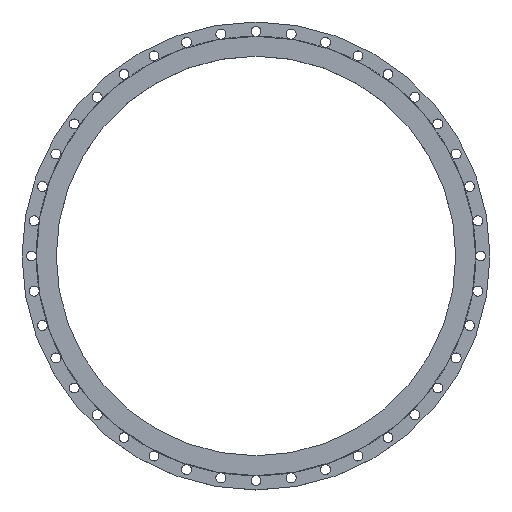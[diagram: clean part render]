
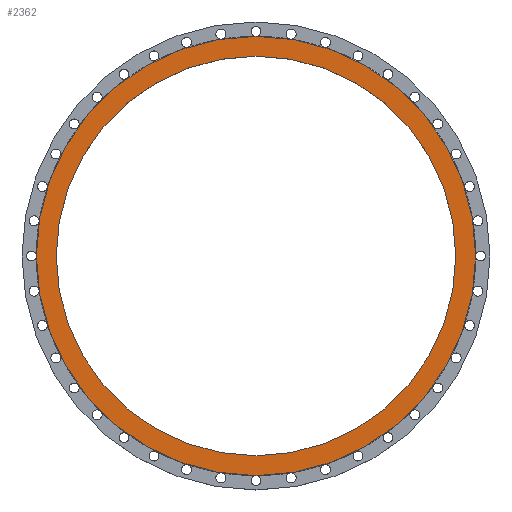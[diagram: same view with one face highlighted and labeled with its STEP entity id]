
A CAD part, top view. The second image highlights one B-rep face of the part: STEP entity #2362.
In plain terms, the highlighted planar face has unit normal (0, 0, 1).
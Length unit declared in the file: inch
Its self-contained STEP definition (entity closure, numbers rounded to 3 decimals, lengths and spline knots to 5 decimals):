
#26 = DIRECTION ( 'NONE',  ( -1., 0., 0. ) ) ;
#27 = CARTESIAN_POINT ( 'NONE',  ( 22.625, 0., 0. ) ) ;
#41 = CARTESIAN_POINT ( 'NONE',  ( -22.625, 0., 0. ) ) ;
#85 = EDGE_LOOP ( 'NONE', ( #725, #2109 ) ) ;
#95 = AXIS2_PLACEMENT_3D ( 'NONE', #3664, #516, #202 ) ;
#128 = CARTESIAN_POINT ( 'NONE',  ( 0., 0., 0. ) ) ;
#202 = DIRECTION ( 'NONE',  ( 1., 0., 0. ) ) ;
#263 = DIRECTION ( 'NONE',  ( 0., 0., 1. ) ) ;
#516 = DIRECTION ( 'NONE',  ( 0., 0., 1. ) ) ;
#527 = CARTESIAN_POINT ( 'NONE',  ( 24.875, 0., 0. ) ) ;
#538 = VERTEX_POINT ( 'NONE', #41 ) ;
#595 = EDGE_CURVE ( 'NONE', #3725, #538, #2004, .T. ) ;
#601 = PLANE ( 'NONE',  #1659 ) ;
#725 = ORIENTED_EDGE ( 'NONE', *, *, #2331, .T. ) ;
#795 = EDGE_CURVE ( 'NONE', #538, #3725, #2967, .T. ) ;
#809 = CIRCLE ( 'NONE', #95, 24.875 ) ;
#1292 = DIRECTION ( 'NONE',  ( 0., 0., -1. ) ) ;
#1409 = AXIS2_PLACEMENT_3D ( 'NONE', #128, #2645, #3928 ) ;
#1469 = EDGE_LOOP ( 'NONE', ( #4027, #3324 ) ) ;
#1576 = VERTEX_POINT ( 'NONE', #2293 ) ;
#1585 = CIRCLE ( 'NONE', #3875, 24.875 ) ;
#1659 = AXIS2_PLACEMENT_3D ( 'NONE', #3813, #1292, #26 ) ;
#1763 = EDGE_CURVE ( 'NONE', #1576, #2519, #1585, .T. ) ;
#1920 = DIRECTION ( 'NONE',  ( 0., 0., 1. ) ) ;
#2004 = CIRCLE ( 'NONE', #1409, 22.625 ) ;
#2109 = ORIENTED_EDGE ( 'NONE', *, *, #1763, .T. ) ;
#2293 = CARTESIAN_POINT ( 'NONE',  ( -24.875, 0., 0. ) ) ;
#2331 = EDGE_CURVE ( 'NONE', #2519, #1576, #809, .T. ) ;
#2362 = ADVANCED_FACE ( 'NONE', ( #2832, #2867 ), #601, .F. ) ;
#2519 = VERTEX_POINT ( 'NONE', #527 ) ;
#2645 = DIRECTION ( 'NONE',  ( 0., 0., 1. ) ) ;
#2832 = FACE_BOUND ( 'NONE', #1469, .T. ) ;
#2867 = FACE_OUTER_BOUND ( 'NONE', #85, .T. ) ;
#2910 = DIRECTION ( 'NONE',  ( 1., 0., 0. ) ) ;
#2967 = CIRCLE ( 'NONE', #3031, 22.625 ) ;
#3031 = AXIS2_PLACEMENT_3D ( 'NONE', #3792, #263, #3774 ) ;
#3224 = CARTESIAN_POINT ( 'NONE',  ( 0., 0., 0. ) ) ;
#3324 = ORIENTED_EDGE ( 'NONE', *, *, #795, .F. ) ;
#3664 = CARTESIAN_POINT ( 'NONE',  ( 0., 0., 0. ) ) ;
#3725 = VERTEX_POINT ( 'NONE', #27 ) ;
#3774 = DIRECTION ( 'NONE',  ( 1., 0., 0. ) ) ;
#3792 = CARTESIAN_POINT ( 'NONE',  ( 0., 0., 0. ) ) ;
#3813 = CARTESIAN_POINT ( 'NONE',  ( 0., 22.625, 0. ) ) ;
#3875 = AXIS2_PLACEMENT_3D ( 'NONE', #3224, #1920, #2910 ) ;
#3928 = DIRECTION ( 'NONE',  ( 1., 0., 0. ) ) ;
#4027 = ORIENTED_EDGE ( 'NONE', *, *, #595, .F. ) ;
